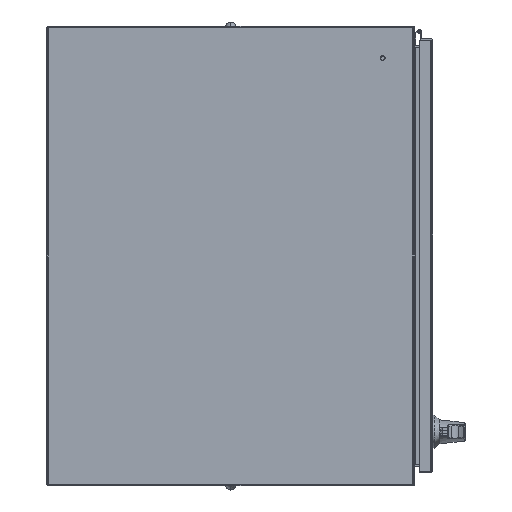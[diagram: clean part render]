
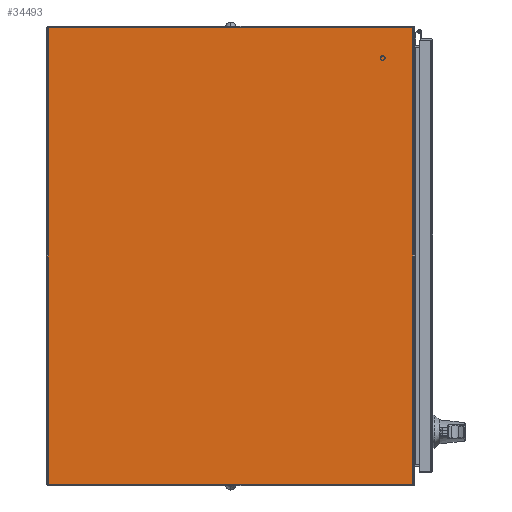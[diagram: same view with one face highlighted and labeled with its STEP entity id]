
A CAD part, front view. The second image highlights one B-rep face of the part: STEP entity #34493.
In plain terms, the highlighted face is planar.
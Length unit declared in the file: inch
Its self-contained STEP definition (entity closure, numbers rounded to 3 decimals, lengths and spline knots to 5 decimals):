
#10651 = EDGE_LOOP ( 'NONE', ( #102408, #103582, #85616, #50121 ) ) ;
#11798 = EDGE_CURVE ( 'NONE', #20002, #38986, #76521, .T. ) ;
#13834 = CARTESIAN_POINT ( 'NONE',  ( 14.935, -12., 0. ) ) ;
#15108 = CARTESIAN_POINT ( 'NONE',  ( -14.935, -11.857, 0. ) ) ;
#17320 = VECTOR ( 'NONE', #95474, 39.37008 ) ;
#17974 = CARTESIAN_POINT ( 'NONE',  ( -14.935, -12., 0. ) ) ;
#20002 = VERTEX_POINT ( 'NONE', #103790 ) ;
#26042 = DIRECTION ( 'NONE',  ( 1., 0., 0. ) ) ;
#33785 = FACE_OUTER_BOUND ( 'NONE', #10651, .T. ) ;
#34455 = DIRECTION ( 'NONE',  ( 0., 0., 1. ) ) ;
#34493 = ADVANCED_FACE ( 'NONE', ( #33785 ), #74648, .F. ) ;
#37446 = LINE ( 'NONE', #71211, #84075 ) ;
#38986 = VERTEX_POINT ( 'NONE', #49411 ) ;
#39146 = CARTESIAN_POINT ( 'NONE',  ( -14.935, -12., 0. ) ) ;
#39485 = DIRECTION ( 'NONE',  ( 1., 0., 0. ) ) ;
#42954 = VECTOR ( 'NONE', #56563, 39.37008 ) ;
#47945 = LINE ( 'NONE', #39146, #63135 ) ;
#49411 = CARTESIAN_POINT ( 'NONE',  ( 14.935, 12., 0. ) ) ;
#50121 = ORIENTED_EDGE ( 'NONE', *, *, #11798, .F. ) ;
#56563 = DIRECTION ( 'NONE',  ( -1., 0., 0. ) ) ;
#59621 = CARTESIAN_POINT ( 'NONE',  ( -14.935, 12., 0. ) ) ;
#63135 = VECTOR ( 'NONE', #96510, 39.37008 ) ;
#71211 = CARTESIAN_POINT ( 'NONE',  ( -14.935, -11.857, 0. ) ) ;
#71288 = EDGE_CURVE ( 'NONE', #82335, #20002, #37446, .T. ) ;
#74648 = PLANE ( 'NONE',  #81254 ) ;
#76521 = LINE ( 'NONE', #13834, #17320 ) ;
#81254 = AXIS2_PLACEMENT_3D ( 'NONE', #17974, #34455, #26042 ) ;
#82335 = VERTEX_POINT ( 'NONE', #15108 ) ;
#83412 = EDGE_CURVE ( 'NONE', #38986, #103662, #95883, .T. ) ;
#84075 = VECTOR ( 'NONE', #39485, 39.37008 ) ;
#85616 = ORIENTED_EDGE ( 'NONE', *, *, #83412, .F. ) ;
#95474 = DIRECTION ( 'NONE',  ( 0., 1., 0. ) ) ;
#95883 = LINE ( 'NONE', #97366, #42954 ) ;
#96510 = DIRECTION ( 'NONE',  ( 0., -1., 0. ) ) ;
#97366 = CARTESIAN_POINT ( 'NONE',  ( -14.935, 12., 0. ) ) ;
#102408 = ORIENTED_EDGE ( 'NONE', *, *, #71288, .F. ) ;
#103582 = ORIENTED_EDGE ( 'NONE', *, *, #103900, .F. ) ;
#103662 = VERTEX_POINT ( 'NONE', #59621 ) ;
#103790 = CARTESIAN_POINT ( 'NONE',  ( 14.935, -11.857, 0. ) ) ;
#103900 = EDGE_CURVE ( 'NONE', #103662, #82335, #47945, .T. ) ;
